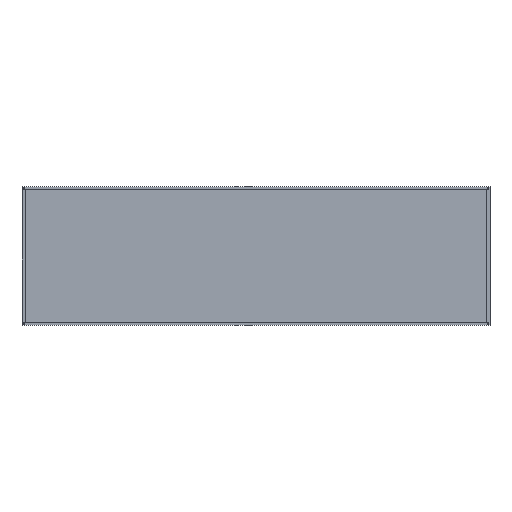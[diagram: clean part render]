
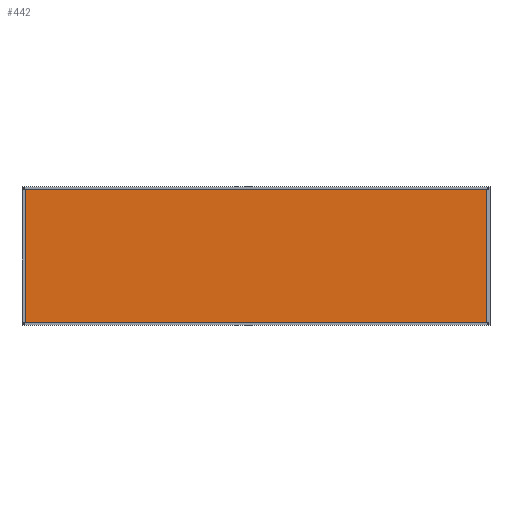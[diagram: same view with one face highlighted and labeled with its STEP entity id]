
A CAD part, top view. The second image highlights one B-rep face of the part: STEP entity #442.
In plain terms, the highlighted planar face has unit normal (0, 0, 1).
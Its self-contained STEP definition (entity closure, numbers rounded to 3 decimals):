
#62=FACE_OUTER_BOUND('',#86,.T.);
#86=EDGE_LOOP('',(#351,#352,#353,#354));
#135=LINE('',#694,#179);
#136=LINE('',#696,#180);
#137=LINE('',#698,#181);
#138=LINE('',#699,#182);
#179=VECTOR('',#566,10.);
#180=VECTOR('',#567,10.);
#181=VECTOR('',#568,10.);
#182=VECTOR('',#569,10.);
#219=VERTEX_POINT('',#692);
#220=VERTEX_POINT('',#693);
#221=VERTEX_POINT('',#695);
#222=VERTEX_POINT('',#697);
#271=EDGE_CURVE('',#219,#220,#135,.T.);
#272=EDGE_CURVE('',#221,#219,#136,.T.);
#273=EDGE_CURVE('',#222,#221,#137,.T.);
#274=EDGE_CURVE('',#220,#222,#138,.T.);
#351=ORIENTED_EDGE('',*,*,#271,.F.);
#352=ORIENTED_EDGE('',*,*,#272,.F.);
#353=ORIENTED_EDGE('',*,*,#273,.F.);
#354=ORIENTED_EDGE('',*,*,#274,.F.);
#423=PLANE('',#475);
#442=ADVANCED_FACE('',(#62),#423,.F.);
#475=AXIS2_PLACEMENT_3D('',#691,#564,#565);
#564=DIRECTION('center_axis',(0.,0.,-1.));
#565=DIRECTION('ref_axis',(1.,0.,0.));
#566=DIRECTION('',(1.,0.,0.));
#567=DIRECTION('',(0.,1.,0.));
#568=DIRECTION('',(-1.,0.,0.));
#569=DIRECTION('',(0.,-1.,0.));
#691=CARTESIAN_POINT('Origin',(241.146,-104.294,-10.));
#692=CARTESIAN_POINT('',(20.5,-41.013,-10.));
#693=CARTESIAN_POINT('',(461.793,-41.013,-10.));
#694=CARTESIAN_POINT('',(351.469,-41.013,-10.));
#695=CARTESIAN_POINT('',(20.5,-167.575,-10.));
#696=CARTESIAN_POINT('',(20.5,-72.653,-10.));
#697=CARTESIAN_POINT('',(461.793,-167.575,-10.));
#698=CARTESIAN_POINT('',(130.823,-167.575,-10.));
#699=CARTESIAN_POINT('',(461.793,-135.934,-10.));
